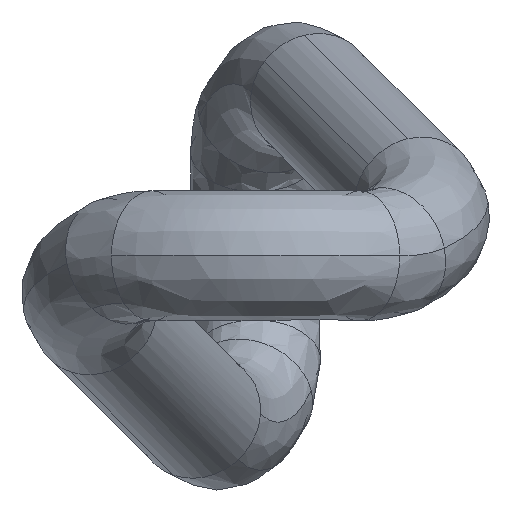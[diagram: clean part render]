
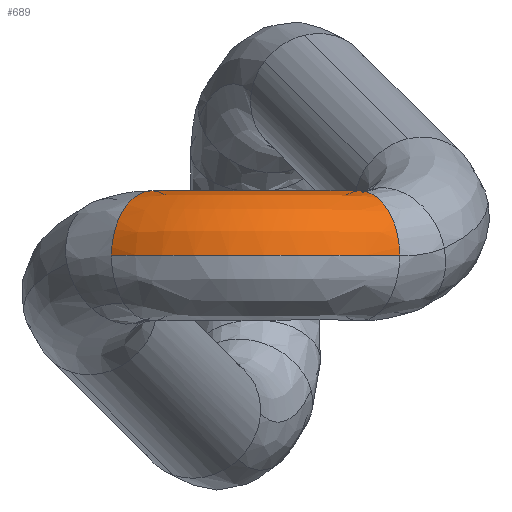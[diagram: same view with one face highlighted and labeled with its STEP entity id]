
A CAD part, left-side view. The second image highlights one B-rep face of the part: STEP entity #689.
In plain terms, the highlighted free-form (B-spline) face has degree [2, 2] with [3, 5] control points.
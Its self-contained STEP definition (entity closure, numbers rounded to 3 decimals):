
#608=CARTESIAN_POINT('',(93.866,-1.709,45.555));
#609=CARTESIAN_POINT('',(92.357,0.,45.555));
#610=CARTESIAN_POINT('',(93.866,1.709,45.555));
#611=CARTESIAN_POINT('',(93.864,-1.711,45.555));
#612=CARTESIAN_POINT('',(92.352,0.,45.555));
#613=CARTESIAN_POINT('',(93.864,1.711,45.555));
#614=CARTESIAN_POINT('',(93.112,-2.375,45.568));
#615=CARTESIAN_POINT('',(91.013,0.,45.568));
#616=CARTESIAN_POINT('',(93.112,2.375,45.568));
#617=CARTESIAN_POINT('',(93.102,-2.384,44.564));
#618=CARTESIAN_POINT('',(90.996,0.,44.564));
#619=CARTESIAN_POINT('',(93.102,2.384,44.564));
#620=CARTESIAN_POINT('',(93.102,-2.384,44.561));
#621=CARTESIAN_POINT('',(90.996,0.,44.561));
#622=CARTESIAN_POINT('',(93.102,2.384,44.561));
#630=(BOUNDED_SURFACE()B_SPLINE_SURFACE(2,2,((#608,#611,#614,#617,#620),(#609,#612,#615,#618,#621),(#610,#613,#616,#619,#622)),.UNSPECIFIED.,.F.,.F.,.U.)B_SPLINE_SURFACE_WITH_KNOTS((3,3),(3,1,1,3),(0.0,5.451),(0.0,0.008,1.665,1.674),.UNSPECIFIED.)GEOMETRIC_REPRESENTATION_ITEM()RATIONAL_B_SPLINE_SURFACE(((0.926,0.925,0.653,0.925,0.926),(0.694,0.693,0.489,0.693,0.694),(0.926,0.925,0.653,0.925,0.926)))REPRESENTATION_ITEM('')SURFACE());
#631=CARTESIAN_POINT('',(93.761,-1.592,45.555));
#632=VERTEX_POINT('',#631);
#633=CARTESIAN_POINT('',(92.962,-2.215,44.568));
#634=VERTEX_POINT('',#633);
#635=CARTESIAN_POINT('',(93.761,-1.592,45.555));
#636=CARTESIAN_POINT('',(93.757,-1.595,45.555));
#637=CARTESIAN_POINT('',(93.754,-1.597,45.555));
#638=CARTESIAN_POINT('',(93.544,-1.761,45.555));
#639=CARTESIAN_POINT('',(93.339,-1.921,45.447));
#640=CARTESIAN_POINT('',(93.05,-2.147,45.08));
#641=CARTESIAN_POINT('',(92.965,-2.213,44.825));
#642=CARTESIAN_POINT('',(92.962,-2.215,44.568));
#643=B_SPLINE_CURVE_WITH_KNOTS('',3,(#635,#636,#637,#638,#639,#640,#641,#642),.UNSPECIFIED.,.F.,.U.,(4,2,2,4),(0.748,0.75,0.875,0.998),.UNSPECIFIED.);
#644=EDGE_CURVE('',#632,#634,#643,.T.);
#645=ORIENTED_EDGE('',*,*,#644,.F.);
#646=CARTESIAN_POINT('',(93.761,1.592,45.555));
#647=VERTEX_POINT('',#646);
#648=CARTESIAN_POINT('',(93.761,-1.592,45.555));
#649=CARTESIAN_POINT('',(92.517,0.,45.555));
#650=CARTESIAN_POINT('',(93.761,1.592,45.555));
#658=(BOUNDED_CURVE()B_SPLINE_CURVE(2,(#648,#649,#650),.UNSPECIFIED.,.F.,.U.)B_SPLINE_CURVE_WITH_KNOTS((3,3),(-1.705,-0.295),.UNSPECIFIED.)CURVE()GEOMETRIC_REPRESENTATION_ITEM()RATIONAL_B_SPLINE_CURVE((0.903,0.712,0.903))REPRESENTATION_ITEM(''));
#659=EDGE_CURVE('',#632,#647,#658,.T.);
#660=ORIENTED_EDGE('',*,*,#659,.T.);
#661=CARTESIAN_POINT('',(92.962,2.215,44.568));
#662=VERTEX_POINT('',#661);
#663=CARTESIAN_POINT('',(93.761,1.592,45.555));
#664=CARTESIAN_POINT('',(93.757,1.595,45.555));
#665=CARTESIAN_POINT('',(93.754,1.597,45.555));
#666=CARTESIAN_POINT('',(93.544,1.761,45.555));
#667=CARTESIAN_POINT('',(93.339,1.921,45.447));
#668=CARTESIAN_POINT('',(93.05,2.147,45.08));
#669=CARTESIAN_POINT('',(92.965,2.213,44.825));
#670=CARTESIAN_POINT('',(92.962,2.215,44.568));
#671=B_SPLINE_CURVE_WITH_KNOTS('',3,(#663,#664,#665,#666,#667,#668,#669,#670),.UNSPECIFIED.,.F.,.U.,(4,2,2,4),(0.748,0.75,0.875,0.998),.UNSPECIFIED.);
#672=EDGE_CURVE('',#647,#662,#671,.T.);
#673=ORIENTED_EDGE('',*,*,#672,.T.);
#674=CARTESIAN_POINT('',(92.962,-2.215,44.568));
#675=CARTESIAN_POINT('',(91.233,0.,44.568));
#676=CARTESIAN_POINT('',(92.962,2.215,44.568));
#684=(BOUNDED_CURVE()B_SPLINE_CURVE(2,(#674,#675,#676),.UNSPECIFIED.,.F.,.U.)B_SPLINE_CURVE_WITH_KNOTS((3,3),(-1.705,-0.295),.UNSPECIFIED.)CURVE()GEOMETRIC_REPRESENTATION_ITEM()RATIONAL_B_SPLINE_CURVE((0.903,0.712,0.903))REPRESENTATION_ITEM(''));
#685=EDGE_CURVE('',#634,#662,#684,.T.);
#686=ORIENTED_EDGE('',*,*,#685,.F.);
#687=EDGE_LOOP('',(#645,#660,#673,#686));
#688=FACE_OUTER_BOUND('',#687,.T.);
#689=ADVANCED_FACE('',(#688),#630,.T.);
